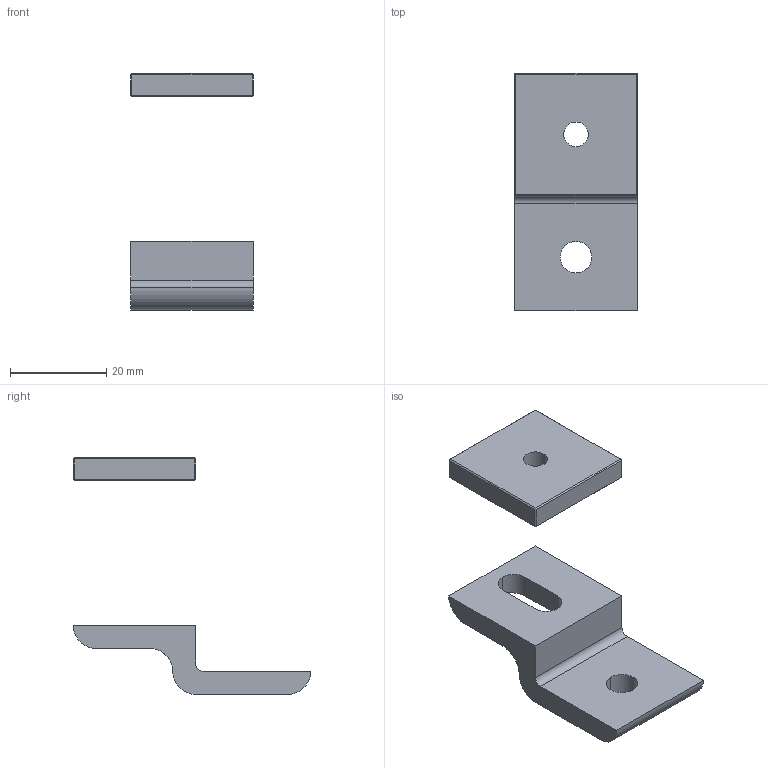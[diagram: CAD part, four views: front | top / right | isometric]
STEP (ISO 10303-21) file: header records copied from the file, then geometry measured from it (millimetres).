
FILE_DESCRIPTION (( 'STEP AP203' ), '1' );
FILE_NAME ('162915.step', '2023-01-11T15:30:22', ( '' ), ( '' ), 'SwSTEP 2.0', 'SolidWorks 2021', '' );
FILE_SCHEMA (( 'CONFIG_CONTROL_DESIGN' ));
Length unit declared in the file: inch
Products named in the file (1): 162915
Bounding box: 25.4 x 49.23 x 49.08 mm (x, y, z)
Volume: 9249.4 mm3; surface area: 5358.1 mm2
Topology: 2 solids, 2 shells, 49 faces, 113 edges, 67 vertices
Faces by surface type: plane 37, cylinder 12
Entity records: 1547 total; most frequent: CARTESIAN_POINT 356, DIRECTION 226, ORIENTED_EDGE 226, EDGE_CURVE 113, LINE 84, VECTOR 84, AXIS2_PLACEMENT_3D 71, VERTEX_POINT 67
